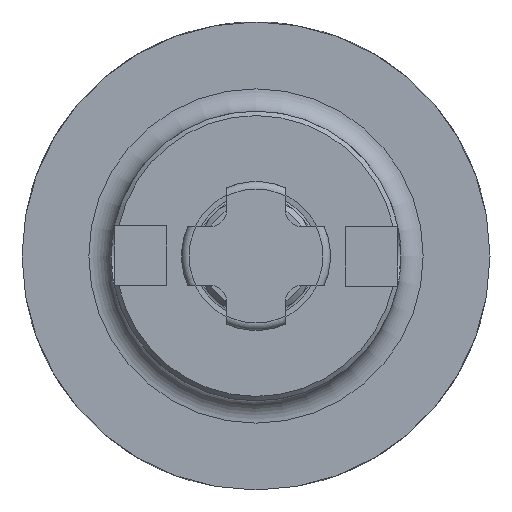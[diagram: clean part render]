
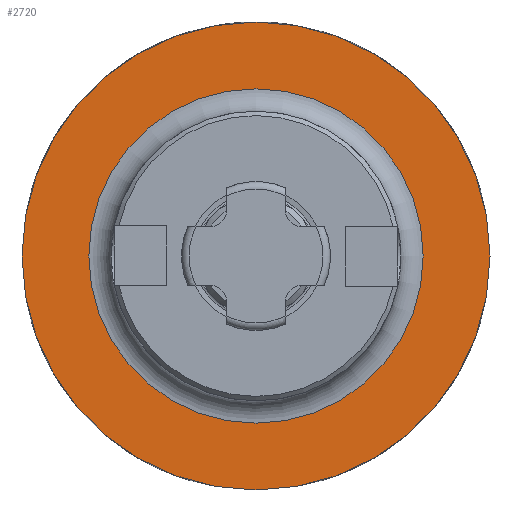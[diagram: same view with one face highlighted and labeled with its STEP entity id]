
A CAD part, left-side view. The second image highlights one B-rep face of the part: STEP entity #2720.
In plain terms, the highlighted planar face has unit normal (-1, 0, 0).
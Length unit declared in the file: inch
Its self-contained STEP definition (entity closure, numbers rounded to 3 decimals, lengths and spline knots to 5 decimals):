
#76=FACE_BOUND('',#645,.T.);
#248=CIRCLE('',#2839,1.24016);
#249=CIRCLE('',#2840,1.24016);
#349=CIRCLE('',#3026,0.88583);
#350=CIRCLE('',#3027,0.88583);
#491=FACE_OUTER_BOUND('',#644,.T.);
#644=EDGE_LOOP('',(#2367,#2368));
#645=EDGE_LOOP('',(#2369,#2370));
#1035=VERTEX_POINT('',#4162);
#1036=VERTEX_POINT('',#4164);
#1197=VERTEX_POINT('',#5835);
#1198=VERTEX_POINT('',#5837);
#1344=EDGE_CURVE('',#1035,#1036,#248,.T.);
#1345=EDGE_CURVE('',#1036,#1035,#249,.T.);
#1589=EDGE_CURVE('',#1198,#1197,#349,.T.);
#1590=EDGE_CURVE('',#1197,#1198,#350,.T.);
#2367=ORIENTED_EDGE('',*,*,#1345,.F.);
#2368=ORIENTED_EDGE('',*,*,#1344,.F.);
#2369=ORIENTED_EDGE('',*,*,#1589,.T.);
#2370=ORIENTED_EDGE('',*,*,#1590,.T.);
#2435=PLANE('',#3028);
#2720=ADVANCED_FACE('',(#491,#76),#2435,.T.);
#2839=AXIS2_PLACEMENT_3D('',#4165,#3308,#3309);
#2840=AXIS2_PLACEMENT_3D('',#4166,#3310,#3311);
#3026=AXIS2_PLACEMENT_3D('',#5838,#3743,#3744);
#3027=AXIS2_PLACEMENT_3D('',#5839,#3745,#3746);
#3028=AXIS2_PLACEMENT_3D('',#5840,#3747,#3748);
#3308=DIRECTION('center_axis',(1.,0.,0.));
#3309=DIRECTION('ref_axis',(0.,1.,0.));
#3310=DIRECTION('center_axis',(1.,0.,0.));
#3311=DIRECTION('ref_axis',(0.,1.,0.));
#3743=DIRECTION('center_axis',(1.,0.,0.));
#3744=DIRECTION('ref_axis',(0.,1.,0.));
#3745=DIRECTION('center_axis',(1.,0.,0.));
#3746=DIRECTION('ref_axis',(0.,1.,0.));
#3747=DIRECTION('center_axis',(-1.,0.,0.));
#3748=DIRECTION('ref_axis',(0.,0.,
1.));
#4162=CARTESIAN_POINT('',(1.20681,-1.23461,0.));
#4164=CARTESIAN_POINT('',(1.20681,1.2457,0.));
#4165=CARTESIAN_POINT('Origin',(1.20681,0.00554,0.));
#4166=CARTESIAN_POINT('Origin',(1.20681,0.00554,0.));
#5835=CARTESIAN_POINT('',(1.20681,0.00554,0.88583));
#5837=CARTESIAN_POINT('',(1.20681,0.89137,0.));
#5838=CARTESIAN_POINT('Origin',(1.20681,0.00554,0.));
#5839=CARTESIAN_POINT('Origin',(1.20681,0.00554,0.));
#5840=CARTESIAN_POINT('Origin',(1.20681,1.06853,0.));
